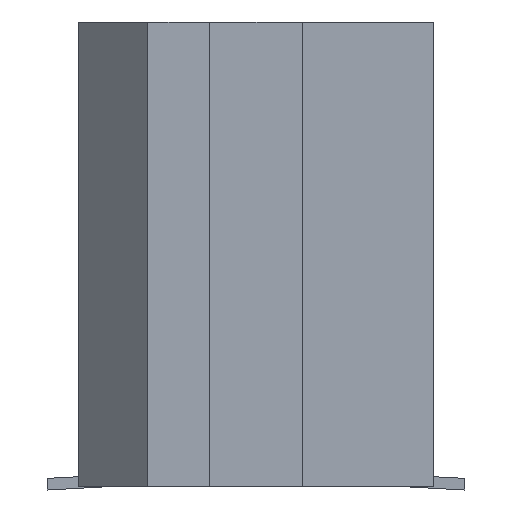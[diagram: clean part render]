
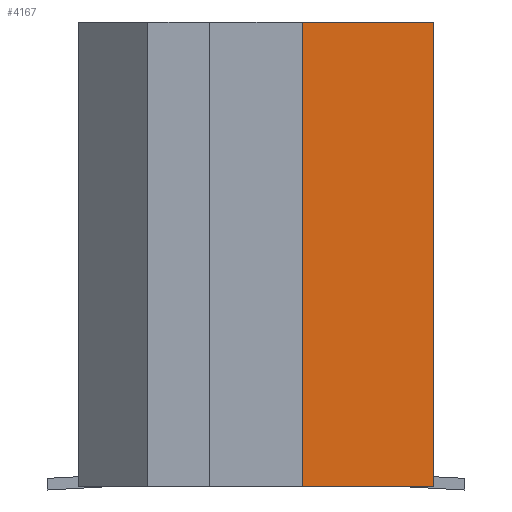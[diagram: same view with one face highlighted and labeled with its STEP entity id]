
A CAD part, left-side view. The second image highlights one B-rep face of the part: STEP entity #4167.
In plain terms, the highlighted planar face has unit normal (-1, 0, 0).
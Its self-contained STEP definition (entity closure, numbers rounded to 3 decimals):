
#4109 = ORIENTED_EDGE ( 'NONE', *, *, #16503, .T. ) ;
#4112 = EDGE_CURVE ( 'NONE', #22519, #16562, #10917, .T. ) ;
#4167 = ADVANCED_FACE ( 'NONE', ( #11018 ), #11017, .T. ) ;
#4168 = EDGE_LOOP ( 'NONE', ( #4171, #4169, #4182, #4109 ) ) ;
#4169 = ORIENTED_EDGE ( 'NONE', *, *, #4112, .F. ) ;
#4171 = ORIENTED_EDGE ( 'NONE', *, *, #16565, .F. ) ;
#4182 = ORIENTED_EDGE ( 'NONE', *, *, #22518, .T. ) ;
#10914 = DIRECTION ( 'NONE',  ( 0., 0., 1. ) ) ;
#10915 = VECTOR ( 'NONE', #10914, 1000. ) ;
#10916 = CARTESIAN_POINT ( 'NONE',  ( -14.1, -0.6, 0.05 ) ) ;
#10917 = LINE ( 'NONE', #10916, #10915 ) ;
#11013 = DIRECTION ( 'NONE',  ( 0., 1., 0. ) ) ;
#11014 = DIRECTION ( 'NONE',  ( -1., 0., 0. ) ) ;
#11015 = CARTESIAN_POINT ( 'NONE',  ( -14.1, -0.6, 0.05 ) ) ;
#11016 = AXIS2_PLACEMENT_3D ( 'NONE', #11015, #11014, #11013 ) ;
#11017 = PLANE ( 'NONE',  #11016 ) ;
#11018 = FACE_OUTER_BOUND ( 'NONE', #4168, .T. ) ;
#11224 = DIRECTION ( 'NONE',  ( 0., 0., 1. ) ) ;
#11225 = VECTOR ( 'NONE', #11224, 1000. ) ;
#11226 = CARTESIAN_POINT ( 'NONE',  ( -14.1, -2.3, 0.05 ) ) ;
#11227 = LINE ( 'NONE', #11226, #11225 ) ;
#11228 = CARTESIAN_POINT ( 'NONE',  ( -14.1, -2.3, 6.05 ) ) ;
#11301 = DIRECTION ( 'NONE',  ( 0., -1., 0. ) ) ;
#11302 = VECTOR ( 'NONE', #11301, 1000. ) ;
#11303 = CARTESIAN_POINT ( 'NONE',  ( -14.1, -0.6, 6.05 ) ) ;
#11304 = LINE ( 'NONE', #11303, #11302 ) ;
#11305 = CARTESIAN_POINT ( 'NONE',  ( -14.1, -0.6, 6.05 ) ) ;
#16499 = VERTEX_POINT ( 'NONE', #11228 ) ;
#16503 = EDGE_CURVE ( 'NONE', #22492, #16499, #11227, .T. ) ;
#16562 = VERTEX_POINT ( 'NONE', #11305 ) ;
#16565 = EDGE_CURVE ( 'NONE', #16562, #16499, #11304, .T. ) ;
#22264 = CARTESIAN_POINT ( 'NONE',  ( -14.1, -2.3, 0.05 ) ) ;
#22343 = CARTESIAN_POINT ( 'NONE',  ( -14.1, -0.6, 0.05 ) ) ;
#22344 = DIRECTION ( 'NONE',  ( 0., -1., 0. ) ) ;
#22345 = VECTOR ( 'NONE', #22344, 1000. ) ;
#22346 = CARTESIAN_POINT ( 'NONE',  ( -14.1, -0.6, 0.05 ) ) ;
#22347 = LINE ( 'NONE', #22346, #22345 ) ;
#22492 = VERTEX_POINT ( 'NONE', #22264 ) ;
#22518 = EDGE_CURVE ( 'NONE', #22519, #22492, #22347, .T. ) ;
#22519 = VERTEX_POINT ( 'NONE', #22343 ) ;
